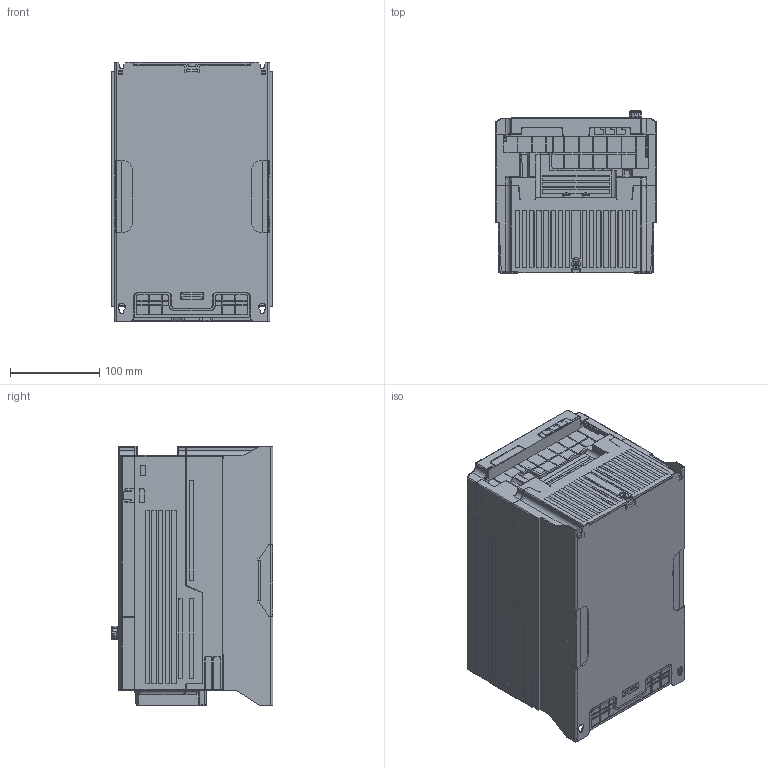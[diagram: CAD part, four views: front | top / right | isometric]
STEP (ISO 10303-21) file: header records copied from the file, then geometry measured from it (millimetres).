
FILE_DESCRIPTION (( 'STEP AP214' ), '1' );
FILE_NAME ('ACG-2015.STEP', '2024-03-25T12:44:14', ( '' ), ( '' ), 'SwSTEP 2.0', 'SolidWorks 2021', '' );
FILE_SCHEMA (( 'AUTOMOTIVE_DESIGN' ));
Length unit declared in the file: inch
Products named in the file (1): ACG-2015
Bounding box: 180 x 181.2 x 290.02 mm (x, y, z)
Volume: 2461682.8 mm3; surface area: 552136.3 mm2
Topology: 6 solids, 8 shells, 3664 faces, 10065 edges, 6551 vertices
Faces by surface type: plane 1665, cone 972, cylinder 663, bspline 359, torus 5
Entity records: 136377 total; most frequent: CARTESIAN_POINT 47814, ORIENTED_EDGE 20060, DIRECTION 16617, EDGE_CURVE 10030, VERTEX_POINT 6552, AXIS2_PLACEMENT_3D 5892, VECTOR 4833, LINE 4833
